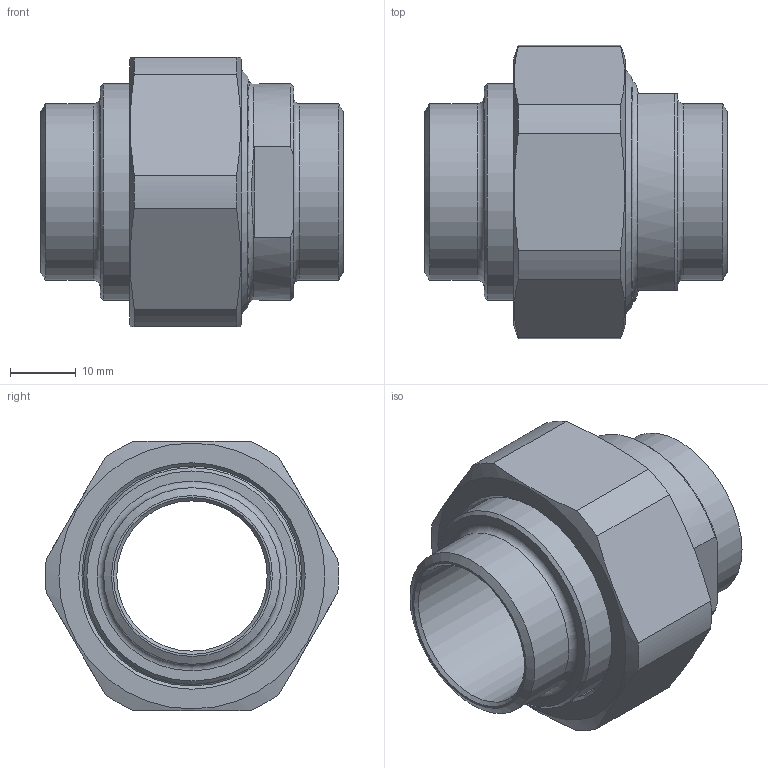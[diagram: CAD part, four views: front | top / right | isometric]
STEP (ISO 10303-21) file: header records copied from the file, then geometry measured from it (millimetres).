
FILE_DESCRIPTION(/* description */ (''),/* implementation_level */ '2;1');
FILE_NAME(/* name */ '3D_R134-SE-SG-26.9-26.9_17101665.stp',/* time_stamp */ '2021-06-28T15:00:07+02:00',/* author */ ('cad'),/* organization */ (''),/* preprocessor_version */ 'ST-DEVELOPER v18.1',/* originating_system */ 'Autodesk Inventor 2022',/* authorisation */ '');
FILE_SCHEMA (('AUTOMOTIVE_DESIGN { 1 0 10303 214 3 1 1 }'));
Length unit declared in the file: millimetre
Products named in the file (4): 3D_R134-SE-SG-26.9-26.9_17101665; 3D_R134-M-DN20_171011615; 3D_R134-SG-26.9_171011515; 3D_R134-SE-26.9-26.9_171011215
Assembly tree (3 placements, depth 2):
  3D_R134-SE-SG-26.9-26.9_17101665
    3D_R134-M-DN20_171011615
    3D_R134-SG-26.9_171011515
    3D_R134-SE-26.9-26.9_171011215
Bounding box: 46 x 44.68 x 41 mm (x, y, z)
Volume: 24507.3 mm3; surface area: 15518.6 mm2
Topology: 3 solids, 3 shells, 71 faces, 168 edges, 110 vertices
Faces by surface type: plane 23, cone 20, cylinder 18, torus 10
Full cylindrical faces by diameter (mm): 22.9 x2, 23.1 x1, 26.9 x2, 33 x1, 33.5 x1, 36 x1, 36.376 x1, 37.85 x1
Entity records: 2248 total; most frequent: CARTESIAN_POINT 408, DIRECTION 406, ORIENTED_EDGE 336, AXIS2_PLACEMENT_3D 179, EDGE_CURVE 168, VERTEX_POINT 110, CIRCLE 97, EDGE_LOOP 84
